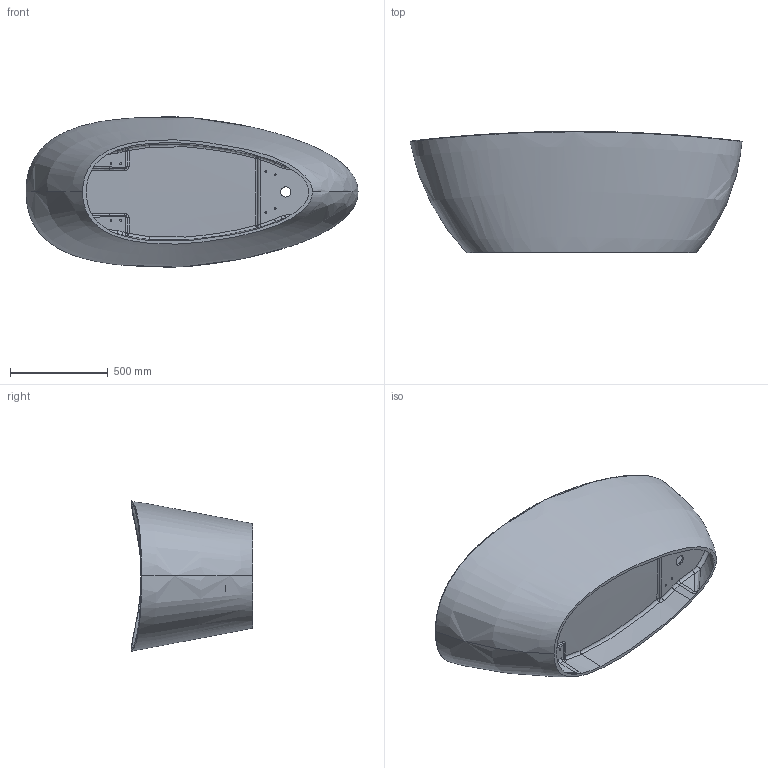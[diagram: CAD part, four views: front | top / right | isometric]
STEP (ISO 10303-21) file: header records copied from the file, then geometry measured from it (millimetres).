
FILE_DESCRIPTION (( 'STEP AP203' ), '1' );
FILE_NAME ('6229821710.STEP', '2020-12-15T13:14:43', ( '' ), ( '' ), 'SwSTEP 2.0', 'SolidWorks 2019', '' );
FILE_SCHEMA (( 'CONFIG_CONTROL_DESIGN' ));
Products named in the file (1): 6229821710
Bounding box: 1699.98 x 620 x 769.11 mm (x, y, z)
Volume: 47901888.9 mm3; surface area: 5517318 mm2
Topology: 1 solids, 1 shells, 133 faces, 311 edges, 187 vertices
Faces by surface type: bspline 79, cylinder 23, plane 16, sphere 8, cone 5, torus 2
Entity records: 44113 total; most frequent: CARTESIAN_POINT 41560, ORIENTED_EDGE 610, DIRECTION 376, EDGE_CURVE 305, VERTEX_POINT 183, AXIS2_PLACEMENT_3D 171, B_SPLINE_CURVE_WITH_KNOTS 155, EDGE_LOOP 144
